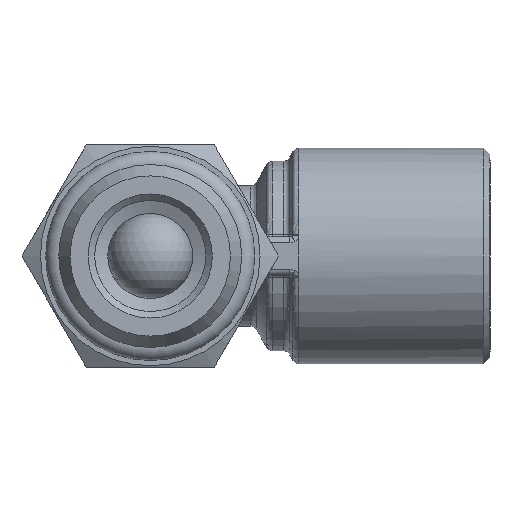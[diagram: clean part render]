
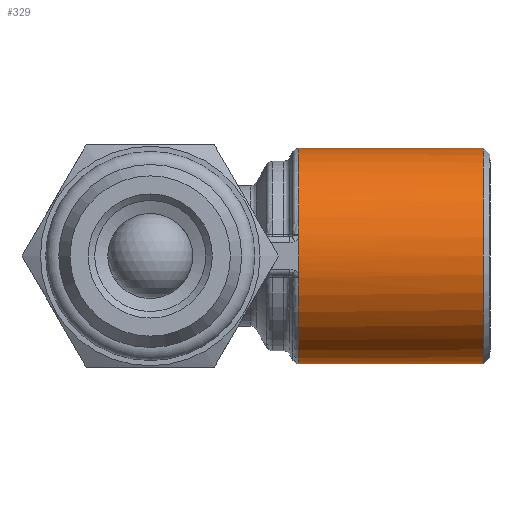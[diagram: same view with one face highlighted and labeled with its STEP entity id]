
A CAD part, front view. The second image highlights one B-rep face of the part: STEP entity #329.
In plain terms, the highlighted cylindrical face has radius 8.25 mm (diameter 16.5 mm), a full revolution.
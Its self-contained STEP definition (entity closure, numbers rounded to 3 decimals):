
#329 = ADVANCED_FACE( 'NONE', ( #891, #892 ), #893, .T. );
#891 = FACE_OUTER_BOUND( '', #2058, .T. );
#892 = FACE_OUTER_BOUND( '', #2059, .T. );
#893 = CYLINDRICAL_SURFACE( '', #2060, 8.25 );
#2058 = EDGE_LOOP( '', ( #5430, #5431, #5432 ) );
#2059 = EDGE_LOOP( '', ( #5433 ) );
#2060 = AXIS2_PLACEMENT_3D( '', #5434, #5435, #5436 );
#5430 = ORIENTED_EDGE( '', *, *, #7411, .T. );
#5431 = ORIENTED_EDGE( '', *, *, #7412, .T. );
#5432 = ORIENTED_EDGE( '', *, *, #7413, .T. );
#5433 = ORIENTED_EDGE( '', *, *, #7414, .T. );
#5434 = CARTESIAN_POINT( '', ( 10., 0., 0. ) );
#5435 = DIRECTION( '', ( 1., 0., 0. ) );
#5436 = DIRECTION( '', ( 0., -1., 0. ) );
#7411 = EDGE_CURVE( 'NONE', #8389, #8390, #8391, .T. );
#7412 = EDGE_CURVE( 'NONE', #8390, #8392, #8393, .T. );
#7413 = EDGE_CURVE( 'NONE', #8392, #8389, #8394, .T. );
#7414 = EDGE_CURVE( 'NONE', #8395, #8395, #8396, .T. );
#8389 = VERTEX_POINT( 'NONE', #10090 );
#8390 = VERTEX_POINT( 'NONE', #10091 );
#8391 = CIRCLE( '', #10092, 8.25 );
#8392 = VERTEX_POINT( 'NONE', #10093 );
#8393 = CIRCLE( '', #10094, 8.25 );
#8394 = CIRCLE( '', #10095, 8.25 );
#8395 = VERTEX_POINT( '', #10096 );
#8396 = CIRCLE( '', #10097, 8.25 );
#10090 = CARTESIAN_POINT( '', ( 11.355, -8.081, 1.66 ) );
#10091 = CARTESIAN_POINT( '', ( 11.355, -8.25, 0. ) );
#10092 = AXIS2_PLACEMENT_3D( '', #14060, #14061, #14062 );
#10093 = CARTESIAN_POINT( '', ( 11.355, -8.081, -1.66 ) );
#10094 = AXIS2_PLACEMENT_3D( '', #14063, #14064, #14065 );
#10095 = AXIS2_PLACEMENT_3D( '', #14066, #14067, #14068 );
#10096 = CARTESIAN_POINT( '', ( 25.5, 0., 8.25 ) );
#10097 = AXIS2_PLACEMENT_3D( '', #14069, #14070, #14071 );
#14060 = CARTESIAN_POINT( '', ( 11.355, 0., 0. ) );
#14061 = DIRECTION( '', ( 1., 0., 0. ) );
#14062 = DIRECTION( '', ( 0., 1., 0. ) );
#14063 = CARTESIAN_POINT( '', ( 11.355, 0., 0. ) );
#14064 = DIRECTION( '', ( 1., 0., 0. ) );
#14065 = DIRECTION( '', ( 0., 1., 0. ) );
#14066 = CARTESIAN_POINT( '', ( 11.355, 0., 0. ) );
#14067 = DIRECTION( '', ( 1., 0., 0. ) );
#14068 = DIRECTION( '', ( 0., 1., 0. ) );
#14069 = CARTESIAN_POINT( '', ( 25.5, 0., 0. ) );
#14070 = DIRECTION( '', ( -1., 0., 0. ) );
#14071 = DIRECTION( '', ( 0., 0., 1. ) );
